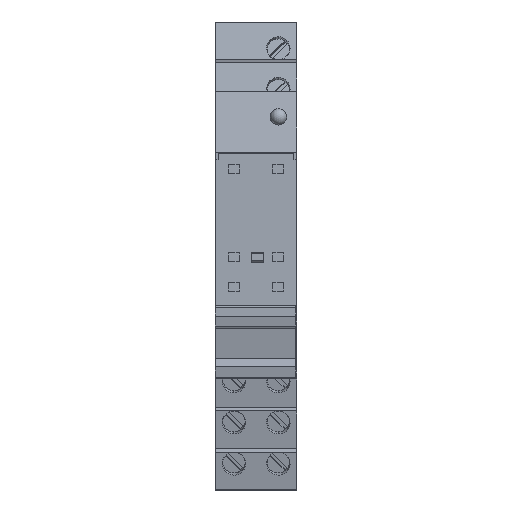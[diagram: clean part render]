
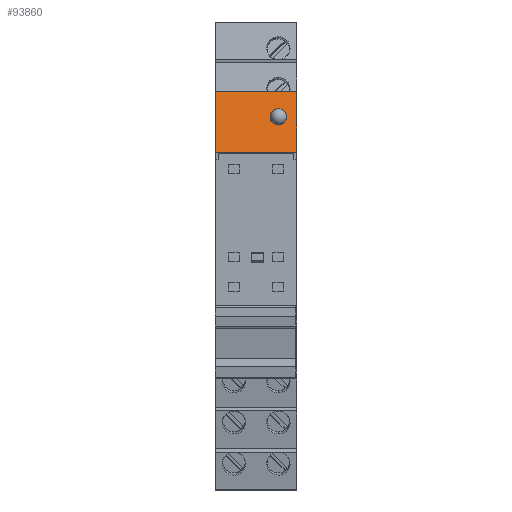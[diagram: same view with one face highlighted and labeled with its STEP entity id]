
A CAD part, top view. The second image highlights one B-rep face of the part: STEP entity #93860.
In plain terms, the highlighted face is planar.
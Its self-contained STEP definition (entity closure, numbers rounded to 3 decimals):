
#2440=CARTESIAN_POINT('',(-16.343,76.7,
-14.7));
#2450=VERTEX_POINT('',#2440);
#2480=CARTESIAN_POINT('',(13.902,83.421,
-14.7));
#2490=DIRECTION('',(-0.976,-0.217,
0.));
#2500=VECTOR('',#2490,1.);
#2510=LINE('',#2480,#2500);
#2520=CARTESIAN_POINT('',(-26.693,74.4,
-14.7));
#2530=VERTEX_POINT('',#2520);
#2540=EDGE_CURVE('',#2450,#2530,#2510,.T.);
#11520=CARTESIAN_POINT('',(-26.693,74.4,
-0.8));
#11530=VERTEX_POINT('',#11520);
#11560=CARTESIAN_POINT('',(13.902,83.421,
-0.8));
#11570=DIRECTION('',(-0.976,-0.217,
0.));
#11580=VECTOR('',#11570,1.);
#11590=LINE('',#11560,#11580);
#11600=CARTESIAN_POINT('',(-16.343,76.7,
-0.8));
#11610=VERTEX_POINT('',#11600);
#11620=EDGE_CURVE('',#11610,#11530,#11590,.T.);
#93370=CARTESIAN_POINT('',(-26.693,74.4,
-0.8));
#93380=DIRECTION('',(0.,0.,-1.));
#93390=VECTOR('',#93380,1.);
#93400=LINE('',#93370,#93390);
#93410=EDGE_CURVE('',#11530,#2530,#93400,.T.);
#93550=CARTESIAN_POINT('',(-16.343,76.7,
-14.7));
#93560=DIRECTION('',(0.217,-0.976,
0.));
#93570=DIRECTION('',(0.976,0.217,
0.));
#93580=AXIS2_PLACEMENT_3D('',#93550,#93560,#93570);
#93590=PLANE('',#93580);
#93600=ORIENTED_EDGE('',*,*,#2540,.T.);
#93610=CARTESIAN_POINT('',(-16.343,76.7,
-0.8));
#93620=DIRECTION('',(0.,0.,-1.));
#93630=VECTOR('',#93620,1.);
#93640=LINE('',#93610,#93630);
#93650=EDGE_CURVE('',#11610,#2450,#93640,.T.);
#93660=ORIENTED_EDGE('',*,*,#93650,.T.);
#93670=ORIENTED_EDGE('',*,*,#11620,.F.);
#93680=ORIENTED_EDGE('',*,*,#93410,.F.);
#93690=EDGE_LOOP('',(#93680,#93670,#93660,#93600));
#93700=FACE_OUTER_BOUND('',#93690,.T.);
#93710=CARTESIAN_POINT('',(-22.37,75.361,
-11.55));
#93720=DIRECTION('',(0.217,-0.976,
0.));
#93730=DIRECTION('',(0.976,0.217,
0.));
#93740=AXIS2_PLACEMENT_3D('',#93710,#93720,#93730);
#93750=ELLIPSE('',#93740,1.409,1.4);
#93760=CARTESIAN_POINT('',(-20.994,75.666,
-11.55));
#93770=VERTEX_POINT('',#93760);
#93780=CARTESIAN_POINT('',(-23.745,75.055,
-11.55));
#93790=VERTEX_POINT('',#93780);
#93800=EDGE_CURVE('',#93770,#93790,#93750,.T.);
#93810=ORIENTED_EDGE('',*,*,#93800,.T.);
#93820=EDGE_CURVE('',#93790,#93770,#93750,.T.);
#93830=ORIENTED_EDGE('',*,*,#93820,.T.);
#93840=EDGE_LOOP('',(#93830,#93810));
#93850=FACE_BOUND('',#93840,.T.);
#93860=ADVANCED_FACE('',(#93700,#93850),#93590,.F.);
